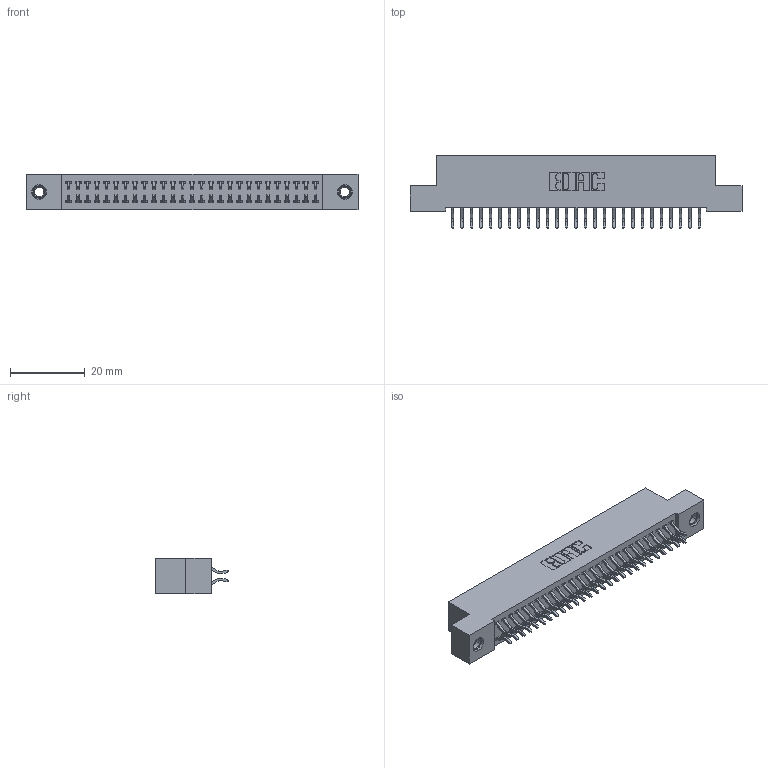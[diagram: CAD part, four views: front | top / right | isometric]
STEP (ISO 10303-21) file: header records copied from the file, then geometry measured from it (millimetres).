
FILE_DESCRIPTION (( 'STEP AP203' ), '1' );
FILE_NAME ('342-054-556-207.STEP', '2018-08-13T00:48:47', ( '' ), ( '' ), 'SwSTEP 2.0', 'SolidWorks 2016', '' );
FILE_SCHEMA (( 'CONFIG_CONTROL_DESIGN' ));
Length unit declared in the file: inch
Products named in the file (4): 345-292-001_556 Tail; 345-250-001_345-250-005-103; 342-054-556-207; 342 Part_TI
Assembly tree (57 placements, depth 2):
  342-054-556-207
    342 Part_TI
    345-292-001_556 Tail  x54
    345-250-001_345-250-005-103  x2
Bounding box: 88.9 x 19.58 x 9.4 mm (x, y, z)
Volume: 7902.6 mm3; surface area: 12467.2 mm2
Topology: 57 solids, 57 shells, 3302 faces, 9777 edges, 6438 vertices
Faces by surface type: plane 2258, cylinder 1028, cone 12, torus 4
Entity records: 20584 total; most frequent: CARTESIAN_POINT 3425, ORIENTED_EDGE 3342, DIRECTION 2973, EDGE_CURVE 1671, VECTOR 1515, LINE 1515, VERTEX_POINT 1108, AXIS2_PLACEMENT_3D 729
